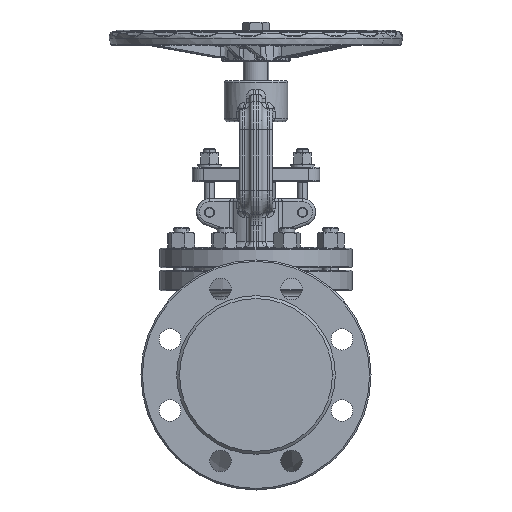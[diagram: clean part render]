
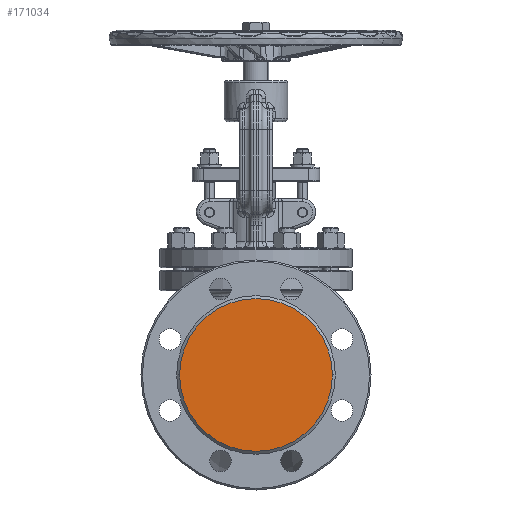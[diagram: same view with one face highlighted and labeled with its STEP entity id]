
A CAD part, left-side view. The second image highlights one B-rep face of the part: STEP entity #171034.
In plain terms, the highlighted planar face has unit normal (-1, 0, 0).
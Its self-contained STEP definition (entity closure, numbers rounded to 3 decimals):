
#9151=CARTESIAN_POINT('',(-175.,-78.,-0.));
#9152=VERTEX_POINT('',#9151);
#9153=CARTESIAN_POINT('',(-175.,78.,-0.));
#9154=VERTEX_POINT('',#9153);
#9155=CARTESIAN_POINT('',(-175.,-0.,-0.));
#9156=DIRECTION('',(-1.,-0.,-0.));
#9157=DIRECTION('',(-0.,1.,-0.));
#9158=AXIS2_PLACEMENT_3D('',#9155,#9156,#9157);
#9159=CIRCLE('',#9158,78.);
#9160=EDGE_CURVE('NONE',#9152,#9154,#9159,.T.);
#171019=CARTESIAN_POINT('',(-175.,-0.,-0.));
#171020=DIRECTION('',(-1.,-0.,-0.));
#171021=DIRECTION('',(0.,-1.,0.));
#171022=AXIS2_PLACEMENT_3D('',#171019,#171020,#171021);
#171023=PLANE('',#171022);
#171024=CARTESIAN_POINT('',(-175.,-0.,-0.));
#171025=DIRECTION('',(-1.,-0.,-0.));
#171026=DIRECTION('',(-0.,1.,-0.));
#171027=AXIS2_PLACEMENT_3D('',#171024,#171025,#171026);
#171028=CIRCLE('',#171027,78.);
#171029=EDGE_CURVE('NONE',#9154,#9152,#171028,.T.);
#171030=ORIENTED_EDGE('',*,*,#171029,.T.);
#171031=ORIENTED_EDGE('',*,*,#9160,.T.);
#171032=EDGE_LOOP('',(#171030,#171031));
#171033=FACE_BOUND('',#171032,.T.);
#171034=ADVANCED_FACE('NONE',(#171033),#171023,.T.);
